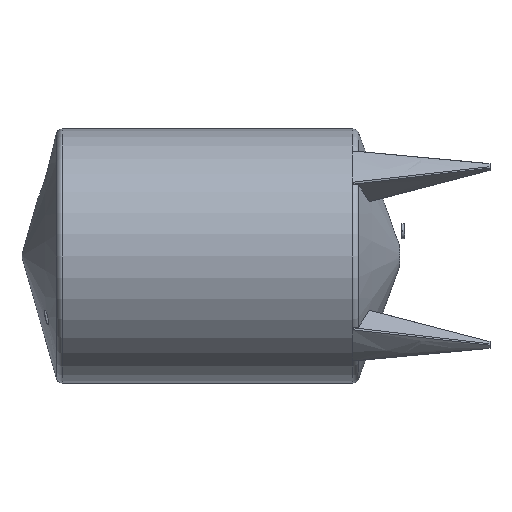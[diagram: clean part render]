
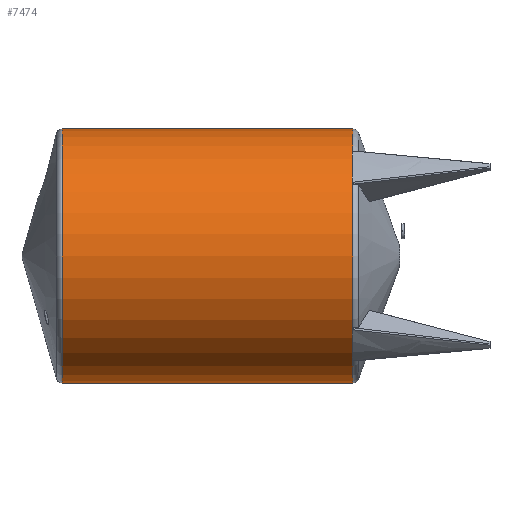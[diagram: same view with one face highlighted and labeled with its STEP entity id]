
A CAD part, left-side view. The second image highlights one B-rep face of the part: STEP entity #7474.
In plain terms, the highlighted cylindrical face has radius 875 mm (diameter 1750 mm), a partial arc.
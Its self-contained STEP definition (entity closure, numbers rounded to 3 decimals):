
#78 = CARTESIAN_POINT ( 'NONE',  ( 0., -190.277, -875. ) ) ;
#90 = VECTOR ( 'NONE', #1345, 1000. ) ;
#115 = ORIENTED_EDGE ( 'NONE', *, *, #1698, .F. ) ;
#127 = CARTESIAN_POINT ( 'NONE',  ( 0., 2318.093, 0. ) ) ;
#237 = CARTESIAN_POINT ( 'NONE',  ( 0., 2318.093, -875. ) ) ;
#296 = ORIENTED_EDGE ( 'NONE', *, *, #6800, .T. ) ;
#752 = CARTESIAN_POINT ( 'NONE',  ( 0., 2318.093, 875. ) ) ;
#765 = DIRECTION ( 'NONE',  ( 0., 0., -1. ) ) ;
#877 = CARTESIAN_POINT ( 'NONE',  ( 0., -190.277, 875. ) ) ;
#1345 = DIRECTION ( 'NONE',  ( 0., -1., 0. ) ) ;
#1640 = ORIENTED_EDGE ( 'NONE', *, *, #4794, .F. ) ;
#1698 = EDGE_CURVE ( 'NONE', #1749, #4885, #1797, .T. ) ;
#1749 = VERTEX_POINT ( 'NONE', #1938 ) ;
#1797 = CIRCLE ( 'NONE', #6746, 875. ) ;
#1938 = CARTESIAN_POINT ( 'NONE',  ( 0., 318.093, 875. ) ) ;
#2206 = EDGE_LOOP ( 'NONE', ( #1640, #4264, #296, #115 ) ) ;
#2319 = FACE_OUTER_BOUND ( 'NONE', #2206, .T. ) ;
#2717 = VECTOR ( 'NONE', #6150, 1000. ) ;
#2947 = DIRECTION ( 'NONE',  ( 0., 0., -1. ) ) ;
#3242 = CARTESIAN_POINT ( 'NONE',  ( 0., 318.093, -875. ) ) ;
#3259 = DIRECTION ( 'NONE',  ( 0., -1., 0. ) ) ;
#3634 = CYLINDRICAL_SURFACE ( 'NONE', #7439, 875. ) ;
#4264 = ORIENTED_EDGE ( 'NONE', *, *, #7927, .T. ) ;
#4383 = DIRECTION ( 'NONE',  ( 0., -1., 0. ) ) ;
#4630 = VERTEX_POINT ( 'NONE', #237 ) ;
#4646 = DIRECTION ( 'NONE',  ( 0., -1., 0. ) ) ;
#4794 = EDGE_CURVE ( 'NONE', #4974, #1749, #6380, .T. ) ;
#4885 = VERTEX_POINT ( 'NONE', #3242 ) ;
#4974 = VERTEX_POINT ( 'NONE', #752 ) ;
#5059 = LINE ( 'NONE', #78, #90 ) ;
#5264 = AXIS2_PLACEMENT_3D ( 'NONE', #127, #4646, #765 ) ;
#6150 = DIRECTION ( 'NONE',  ( 0., -1., 0. ) ) ;
#6380 = LINE ( 'NONE', #877, #2717 ) ;
#6460 = CIRCLE ( 'NONE', #5264, 875. ) ;
#6746 = AXIS2_PLACEMENT_3D ( 'NONE', #7116, #3259, #7771 ) ;
#6800 = EDGE_CURVE ( 'NONE', #4630, #4885, #5059, .T. ) ;
#7116 = CARTESIAN_POINT ( 'NONE',  ( 0., 318.093, 0. ) ) ;
#7439 = AXIS2_PLACEMENT_3D ( 'NONE', #7456, #4383, #2947 ) ;
#7456 = CARTESIAN_POINT ( 'NONE',  ( 0., -190.277, 0. ) ) ;
#7474 = ADVANCED_FACE ( 'NONE', ( #2319 ), #3634, .T. ) ;
#7771 = DIRECTION ( 'NONE',  ( 0., 0., -1. ) ) ;
#7927 = EDGE_CURVE ( 'NONE', #4974, #4630, #6460, .T. ) ;
